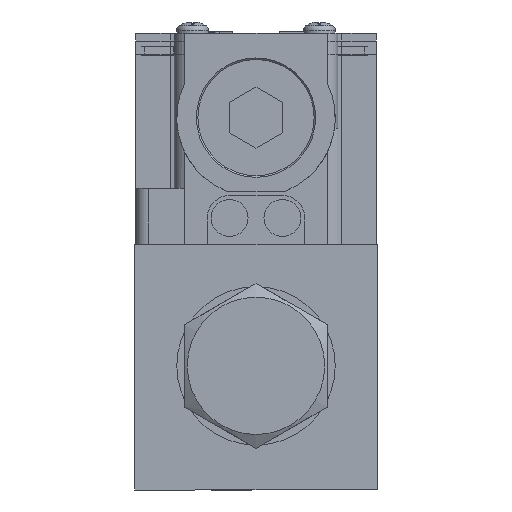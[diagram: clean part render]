
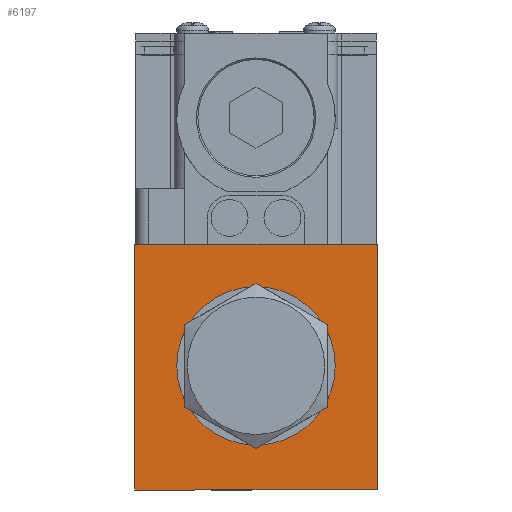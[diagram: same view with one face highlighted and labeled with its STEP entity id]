
A CAD part, left-side view. The second image highlights one B-rep face of the part: STEP entity #6197.
In plain terms, the highlighted planar face has unit normal (-1, 0, 0).
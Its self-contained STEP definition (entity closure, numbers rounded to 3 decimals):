
#4648=CARTESIAN_POINT('',(0.0,23.5,38.0));
#4649=VERTEX_POINT('',#4648);
#4650=CARTESIAN_POINT('',(0.0,23.5,23.));
#4651=DIRECTION('',(1.0,0.0,0.0));
#4652=DIRECTION('',(0.0,0.0,-1.0));
#4653=AXIS2_PLACEMENT_3D('',#4650,#4651,#4652);
#4654=CIRCLE('',#4653,15.0);
#4655=EDGE_CURVE('',#4649,#4649,#4654,.T.);
#6028=CARTESIAN_POINT('',(0.0,46.5,46.));
#6029=VERTEX_POINT('',#6028);
#6046=CARTESIAN_POINT('',(0.0,46.5,0.0));
#6047=VERTEX_POINT('',#6046);
#6054=CARTESIAN_POINT('',(0.0,46.5,0.0));
#6055=DIRECTION('',(0.0,0.0,1.0));
#6056=VECTOR('',#6055,46.);
#6057=LINE('',#6054,#6056);
#6058=EDGE_CURVE('',#6047,#6029,#6057,.T.);
#6123=CARTESIAN_POINT('',(0.0,0.0,46.));
#6124=VERTEX_POINT('',#6123);
#6131=CARTESIAN_POINT('',(0.0,0.0,0.0));
#6132=VERTEX_POINT('',#6131);
#6133=CARTESIAN_POINT('',(0.0,0.0,0.0));
#6134=DIRECTION('',(0.0,0.0,1.0));
#6135=VECTOR('',#6134,46.);
#6136=LINE('',#6133,#6135);
#6137=EDGE_CURVE('',#6132,#6124,#6136,.T.);
#6173=CARTESIAN_POINT('',(0.0,0.0,0.0));
#6174=DIRECTION('',(-1.0,0.0,0.0));
#6175=DIRECTION('',(0.0,0.0,1.0));
#6176=AXIS2_PLACEMENT_3D('',#6173,#6174,#6175);
#6177=PLANE('',#6176);
#6178=CARTESIAN_POINT('',(0.0,0.0,46.));
#6179=DIRECTION('',(0.0,1.0,0.0));
#6180=VECTOR('',#6179,46.5);
#6181=LINE('',#6178,#6180);
#6182=EDGE_CURVE('',#6124,#6029,#6181,.T.);
#6183=ORIENTED_EDGE('',*,*,#6182,.T.);
#6184=ORIENTED_EDGE('',*,*,#6058,.F.);
#6185=CARTESIAN_POINT('',(0.0,0.0,0.0));
#6186=DIRECTION('',(0.0,1.0,0.0));
#6187=VECTOR('',#6186,46.5);
#6188=LINE('',#6185,#6187);
#6189=EDGE_CURVE('',#6132,#6047,#6188,.T.);
#6190=ORIENTED_EDGE('',*,*,#6189,.F.);
#6191=ORIENTED_EDGE('',*,*,#6137,.T.);
#6192=EDGE_LOOP('',(#6183,#6184,#6190,#6191));
#6193=FACE_OUTER_BOUND('',#6192,.T.);
#6194=ORIENTED_EDGE('',*,*,#4655,.T.);
#6195=EDGE_LOOP('',(#6194));
#6196=FACE_BOUND('',#6195,.T.);
#6197=ADVANCED_FACE('',(#6193,#6196),#6177,.T.);
